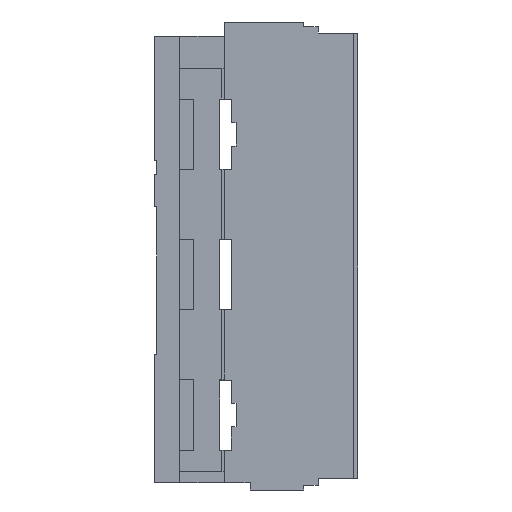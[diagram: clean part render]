
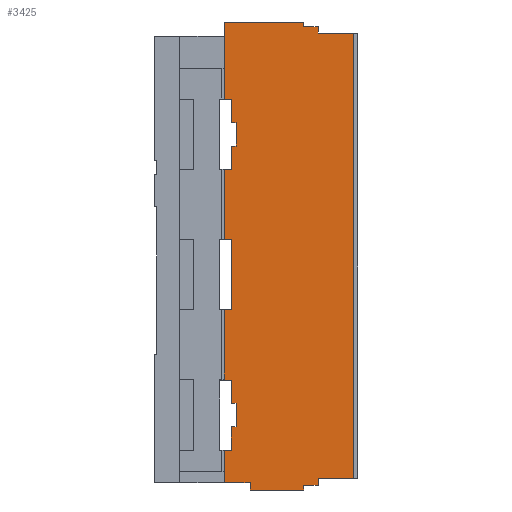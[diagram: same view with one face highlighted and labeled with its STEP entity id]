
A CAD part, left-side view. The second image highlights one B-rep face of the part: STEP entity #3425.
In plain terms, the highlighted face is planar.
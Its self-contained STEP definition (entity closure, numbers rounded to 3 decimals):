
#2847=CARTESIAN_POINT('',(-4.0,40.,10.0));
#2848=VERTEX_POINT('',#2847);
#2855=CARTESIAN_POINT('',(-1.278,40.0,10.0));
#2856=VERTEX_POINT('',#2855);
#2857=CARTESIAN_POINT('',(-1.278,40.0,10.0));
#2858=DIRECTION('',(-1.0,0.0,0.0));
#2859=VECTOR('',#2858,2.722);
#2860=LINE('',#2857,#2859);
#2861=EDGE_CURVE('',#2856,#2848,#2860,.T.);
#2893=CARTESIAN_POINT('',(188.994,40.0,10.0));
#2894=VERTEX_POINT('',#2893);
#2895=CARTESIAN_POINT('',(188.994,55.0,10.0));
#2896=VERTEX_POINT('',#2895);
#2897=CARTESIAN_POINT('',(188.994,40.0,10.0));
#2898=DIRECTION('',(0.0,1.0,0.0));
#2899=VECTOR('',#2898,15.0);
#2900=LINE('',#2897,#2899);
#2901=EDGE_CURVE('',#2894,#2896,#2900,.T.);
#2933=CARTESIAN_POINT('',(192.,40.0,10.0));
#2934=VERTEX_POINT('',#2933);
#2935=CARTESIAN_POINT('',(192.,40.0,10.0));
#2936=DIRECTION('',(-1.0,0.0,0.0));
#2937=VECTOR('',#2936,3.006);
#2938=LINE('',#2935,#2937);
#2939=EDGE_CURVE('',#2934,#2894,#2938,.T.);
#3004=CARTESIAN_POINT('',(192.,34.0,10.0));
#3005=VERTEX_POINT('',#3004);
#3006=CARTESIAN_POINT('',(192.,34.0,10.0));
#3007=DIRECTION('',(0.0,1.0,0.0));
#3008=VECTOR('',#3007,6.0);
#3009=LINE('',#3006,#3008);
#3010=EDGE_CURVE('',#3005,#2934,#3009,.T.);
#3066=CARTESIAN_POINT('',(194.,34.0,10.0));
#3067=VERTEX_POINT('',#3066);
#3068=CARTESIAN_POINT('',(194.,34.0,10.0));
#3069=DIRECTION('',(-1.0,0.0,0.0));
#3070=VECTOR('',#3069,2.);
#3071=LINE('',#3068,#3070);
#3072=EDGE_CURVE('',#3067,#3005,#3071,.T.);
#3185=CARTESIAN_POINT('',(95.5,5.527,10.0));
#3186=DIRECTION('',(0.0,0.0,1.0));
#3187=DIRECTION('',(1.0,0.0,0.0));
#3188=AXIS2_PLACEMENT_3D('',#3185,#3186,#3187);
#3189=PLANE('',#3188);
#3190=CARTESIAN_POINT('',(-1.278,55.0,10.0));
#3191=VERTEX_POINT('',#3190);
#3192=CARTESIAN_POINT('',(-1.278,55.0,10.0));
#3193=DIRECTION('',(0.0,-1.0,0.0));
#3194=VECTOR('',#3193,15.0);
#3195=LINE('',#3192,#3194);
#3196=EDGE_CURVE('',#3191,#2856,#3195,.T.);
#3197=ORIENTED_EDGE('',*,*,#3196,.T.);
#3198=ORIENTED_EDGE('',*,*,#2861,.T.);
#3199=CARTESIAN_POINT('',(-4.0,34.0,10.0));
#3200=VERTEX_POINT('',#3199);
#3201=CARTESIAN_POINT('',(-4.,40.0,10.0));
#3202=DIRECTION('',(0.0,-1.0,0.0));
#3203=VECTOR('',#3202,6.0);
#3204=LINE('',#3201,#3203);
#3205=EDGE_CURVE('',#2848,#3200,#3204,.T.);
#3206=ORIENTED_EDGE('',*,*,#3205,.T.);
#3207=CARTESIAN_POINT('',(-6.0,34.0,10.0));
#3208=VERTEX_POINT('',#3207);
#3209=CARTESIAN_POINT('',(-4.0,34.0,10.0));
#3210=DIRECTION('',(-1.0,0.0,0.0));
#3211=VECTOR('',#3210,2.);
#3212=LINE('',#3209,#3211);
#3213=EDGE_CURVE('',#3200,#3208,#3212,.T.);
#3214=ORIENTED_EDGE('',*,*,#3213,.T.);
#3215=CARTESIAN_POINT('',(-6.0,0.0,10.0));
#3216=VERTEX_POINT('',#3215);
#3217=CARTESIAN_POINT('',(-6.0,0.0,10.0));
#3218=DIRECTION('',(0.0,1.0,0.0));
#3219=VECTOR('',#3218,34.0);
#3220=LINE('',#3217,#3219);
#3221=EDGE_CURVE('',#3216,#3208,#3220,.T.);
#3222=ORIENTED_EDGE('',*,*,#3221,.F.);
#3223=CARTESIAN_POINT('',(27.0,0.0,10.0));
#3224=VERTEX_POINT('',#3223);
#3225=CARTESIAN_POINT('',(27.0,0.0,10.0));
#3226=DIRECTION('',(-1.0,0.0,0.0));
#3227=VECTOR('',#3226,33.0);
#3228=LINE('',#3225,#3227);
#3229=EDGE_CURVE('',#3224,#3216,#3228,.T.);
#3230=ORIENTED_EDGE('',*,*,#3229,.F.);
#3231=CARTESIAN_POINT('',(27.0,3.0,10.0));
#3232=VERTEX_POINT('',#3231);
#3233=CARTESIAN_POINT('',(27.,0.0,10.0));
#3234=DIRECTION('',(0.0,1.0,0.0));
#3235=VECTOR('',#3234,3.0);
#3236=LINE('',#3233,#3235);
#3237=EDGE_CURVE('',#3224,#3232,#3236,.T.);
#3238=ORIENTED_EDGE('',*,*,#3237,.T.);
#3239=CARTESIAN_POINT('',(37.0,3.0,10.0));
#3240=VERTEX_POINT('',#3239);
#3241=CARTESIAN_POINT('',(27.0,3.0,10.0));
#3242=DIRECTION('',(1.0,0.0,0.0));
#3243=VECTOR('',#3242,10.0);
#3244=LINE('',#3241,#3243);
#3245=EDGE_CURVE('',#3232,#3240,#3244,.T.);
#3246=ORIENTED_EDGE('',*,*,#3245,.T.);
#3247=CARTESIAN_POINT('',(37.0,5.0,10.0));
#3248=VERTEX_POINT('',#3247);
#3249=CARTESIAN_POINT('',(37.0,3.,10.0));
#3250=DIRECTION('',(0.0,1.0,0.0));
#3251=VECTOR('',#3250,2.);
#3252=LINE('',#3249,#3251);
#3253=EDGE_CURVE('',#3240,#3248,#3252,.T.);
#3254=ORIENTED_EDGE('',*,*,#3253,.T.);
#3255=CARTESIAN_POINT('',(47.0,5.0,10.0));
#3256=VERTEX_POINT('',#3255);
#3257=CARTESIAN_POINT('',(37.0,5.0,10.0));
#3258=DIRECTION('',(1.0,0.0,0.0));
#3259=VECTOR('',#3258,10.0);
#3260=LINE('',#3257,#3259);
#3261=EDGE_CURVE('',#3248,#3256,#3260,.T.);
#3262=ORIENTED_EDGE('',*,*,#3261,.T.);
#3263=CARTESIAN_POINT('',(47.0,3.0,10.0));
#3264=VERTEX_POINT('',#3263);
#3265=CARTESIAN_POINT('',(47.,5.0,10.0));
#3266=DIRECTION('',(0.0,-1.0,0.0));
#3267=VECTOR('',#3266,2.);
#3268=LINE('',#3265,#3267);
#3269=EDGE_CURVE('',#3256,#3264,#3268,.T.);
#3270=ORIENTED_EDGE('',*,*,#3269,.T.);
#3271=CARTESIAN_POINT('',(57.0,3.0,10.0));
#3272=VERTEX_POINT('',#3271);
#3273=CARTESIAN_POINT('',(47.0,3.0,10.0));
#3274=DIRECTION('',(1.0,0.0,0.0));
#3275=VECTOR('',#3274,10.0);
#3276=LINE('',#3273,#3275);
#3277=EDGE_CURVE('',#3264,#3272,#3276,.T.);
#3278=ORIENTED_EDGE('',*,*,#3277,.T.);
#3279=CARTESIAN_POINT('',(57.0,0.0,10.0));
#3280=VERTEX_POINT('',#3279);
#3281=CARTESIAN_POINT('',(57.,3.,10.0));
#3282=DIRECTION('',(0.0,-1.0,0.0));
#3283=VECTOR('',#3282,3.);
#3284=LINE('',#3281,#3283);
#3285=EDGE_CURVE('',#3272,#3280,#3284,.T.);
#3286=ORIENTED_EDGE('',*,*,#3285,.T.);
#3287=CARTESIAN_POINT('',(87.,0.0,10.0));
#3288=VERTEX_POINT('',#3287);
#3289=CARTESIAN_POINT('',(87.,0.0,10.0));
#3290=DIRECTION('',(-1.0,0.0,0.0));
#3291=VECTOR('',#3290,30.);
#3292=LINE('',#3289,#3291);
#3293=EDGE_CURVE('',#3288,#3280,#3292,.T.);
#3294=ORIENTED_EDGE('',*,*,#3293,.F.);
#3295=CARTESIAN_POINT('',(87.,3.0,10.0));
#3296=VERTEX_POINT('',#3295);
#3297=CARTESIAN_POINT('',(87.0,0.0,10.0));
#3298=DIRECTION('',(0.0,1.0,0.0));
#3299=VECTOR('',#3298,3.0);
#3300=LINE('',#3297,#3299);
#3301=EDGE_CURVE('',#3288,#3296,#3300,.T.);
#3302=ORIENTED_EDGE('',*,*,#3301,.T.);
#3303=CARTESIAN_POINT('',(117.,3.0,10.0));
#3304=VERTEX_POINT('',#3303);
#3305=CARTESIAN_POINT('',(87.,3.0,10.0));
#3306=DIRECTION('',(1.0,0.0,0.0));
#3307=VECTOR('',#3306,30.0);
#3308=LINE('',#3305,#3307);
#3309=EDGE_CURVE('',#3296,#3304,#3308,.T.);
#3310=ORIENTED_EDGE('',*,*,#3309,.T.);
#3311=CARTESIAN_POINT('',(117.,0.0,10.0));
#3312=VERTEX_POINT('',#3311);
#3313=CARTESIAN_POINT('',(117.0,3.,10.0));
#3314=DIRECTION('',(0.0,-1.0,0.0));
#3315=VECTOR('',#3314,3.);
#3316=LINE('',#3313,#3315);
#3317=EDGE_CURVE('',#3304,#3312,#3316,.T.);
#3318=ORIENTED_EDGE('',*,*,#3317,.T.);
#3319=CARTESIAN_POINT('',(147.0,0.0,10.0));
#3320=VERTEX_POINT('',#3319);
#3321=CARTESIAN_POINT('',(147.0,0.0,10.0));
#3322=DIRECTION('',(-1.0,0.0,0.0));
#3323=VECTOR('',#3322,30.);
#3324=LINE('',#3321,#3323);
#3325=EDGE_CURVE('',#3320,#3312,#3324,.T.);
#3326=ORIENTED_EDGE('',*,*,#3325,.F.);
#3327=CARTESIAN_POINT('',(147.0,3.0,10.0));
#3328=VERTEX_POINT('',#3327);
#3329=CARTESIAN_POINT('',(147.0,0.0,10.0));
#3330=DIRECTION('',(0.0,1.0,0.0));
#3331=VECTOR('',#3330,3.0);
#3332=LINE('',#3329,#3331);
#3333=EDGE_CURVE('',#3320,#3328,#3332,.T.);
#3334=ORIENTED_EDGE('',*,*,#3333,.T.);
#3335=CARTESIAN_POINT('',(157.0,3.0,10.0));
#3336=VERTEX_POINT('',#3335);
#3337=CARTESIAN_POINT('',(147.0,3.0,10.0));
#3338=DIRECTION('',(1.0,0.0,0.0));
#3339=VECTOR('',#3338,10.0);
#3340=LINE('',#3337,#3339);
#3341=EDGE_CURVE('',#3328,#3336,#3340,.T.);
#3342=ORIENTED_EDGE('',*,*,#3341,.T.);
#3343=CARTESIAN_POINT('',(157.0,5.0,10.0));
#3344=VERTEX_POINT('',#3343);
#3345=CARTESIAN_POINT('',(157.0,3.,10.0));
#3346=DIRECTION('',(0.0,1.0,0.0));
#3347=VECTOR('',#3346,2.);
#3348=LINE('',#3345,#3347);
#3349=EDGE_CURVE('',#3336,#3344,#3348,.T.);
#3350=ORIENTED_EDGE('',*,*,#3349,.T.);
#3351=CARTESIAN_POINT('',(167.0,5.0,10.0));
#3352=VERTEX_POINT('',#3351);
#3353=CARTESIAN_POINT('',(157.0,5.0,10.0));
#3354=DIRECTION('',(1.0,0.0,0.0));
#3355=VECTOR('',#3354,10.0);
#3356=LINE('',#3353,#3355);
#3357=EDGE_CURVE('',#3344,#3352,#3356,.T.);
#3358=ORIENTED_EDGE('',*,*,#3357,.T.);
#3359=CARTESIAN_POINT('',(167.0,3.0,10.0));
#3360=VERTEX_POINT('',#3359);
#3361=CARTESIAN_POINT('',(167.0,5.0,10.0));
#3362=DIRECTION('',(0.0,-1.0,0.0));
#3363=VECTOR('',#3362,2.);
#3364=LINE('',#3361,#3363);
#3365=EDGE_CURVE('',#3352,#3360,#3364,.T.);
#3366=ORIENTED_EDGE('',*,*,#3365,.T.);
#3367=CARTESIAN_POINT('',(177.,3.0,10.0));
#3368=VERTEX_POINT('',#3367);
#3369=CARTESIAN_POINT('',(167.0,3.0,10.0));
#3370=DIRECTION('',(1.0,0.0,0.0));
#3371=VECTOR('',#3370,10.);
#3372=LINE('',#3369,#3371);
#3373=EDGE_CURVE('',#3360,#3368,#3372,.T.);
#3374=ORIENTED_EDGE('',*,*,#3373,.T.);
#3375=CARTESIAN_POINT('',(177.,0.0,10.0));
#3376=VERTEX_POINT('',#3375);
#3377=CARTESIAN_POINT('',(177.,3.,10.0));
#3378=DIRECTION('',(0.0,-1.0,0.0));
#3379=VECTOR('',#3378,3.);
#3380=LINE('',#3377,#3379);
#3381=EDGE_CURVE('',#3368,#3376,#3380,.T.);
#3382=ORIENTED_EDGE('',*,*,#3381,.T.);
#3383=CARTESIAN_POINT('',(191.0,0.0,10.0));
#3384=VERTEX_POINT('',#3383);
#3385=CARTESIAN_POINT('',(191.0,0.0,10.0));
#3386=DIRECTION('',(-1.0,0.0,0.0));
#3387=VECTOR('',#3386,14.);
#3388=LINE('',#3385,#3387);
#3389=EDGE_CURVE('',#3384,#3376,#3388,.T.);
#3390=ORIENTED_EDGE('',*,*,#3389,.F.);
#3391=CARTESIAN_POINT('',(191.0,11.0,10.0));
#3392=VERTEX_POINT('',#3391);
#3393=CARTESIAN_POINT('',(191.0,11.0,10.0));
#3394=DIRECTION('',(0.0,-1.0,0.0));
#3395=VECTOR('',#3394,11.0);
#3396=LINE('',#3393,#3395);
#3397=EDGE_CURVE('',#3392,#3384,#3396,.T.);
#3398=ORIENTED_EDGE('',*,*,#3397,.F.);
#3399=CARTESIAN_POINT('',(194.,11.0,10.0));
#3400=VERTEX_POINT('',#3399);
#3401=CARTESIAN_POINT('',(194.,11.0,10.0));
#3402=DIRECTION('',(-1.0,0.0,0.0));
#3403=VECTOR('',#3402,3.);
#3404=LINE('',#3401,#3403);
#3405=EDGE_CURVE('',#3400,#3392,#3404,.T.);
#3406=ORIENTED_EDGE('',*,*,#3405,.F.);
#3407=CARTESIAN_POINT('',(194.,34.0,10.0));
#3408=DIRECTION('',(0.0,-1.0,0.0));
#3409=VECTOR('',#3408,23.0);
#3410=LINE('',#3407,#3409);
#3411=EDGE_CURVE('',#3067,#3400,#3410,.T.);
#3412=ORIENTED_EDGE('',*,*,#3411,.F.);
#3413=ORIENTED_EDGE('',*,*,#3072,.T.);
#3414=ORIENTED_EDGE('',*,*,#3010,.T.);
#3415=ORIENTED_EDGE('',*,*,#2939,.T.);
#3416=ORIENTED_EDGE('',*,*,#2901,.T.);
#3417=CARTESIAN_POINT('',(-1.278,55.0,10.0));
#3418=DIRECTION('',(1.0,0.0,0.0));
#3419=VECTOR('',#3418,190.272);
#3420=LINE('',#3417,#3419);
#3421=EDGE_CURVE('',#3191,#2896,#3420,.T.);
#3422=ORIENTED_EDGE('',*,*,#3421,.F.);
#3423=EDGE_LOOP('',(#3197,#3198,#3206,#3214,#3222,#3230,#3238,#3246,#3254,#3262,#3270,#3278,#3286,#3294,#3302,#3310,#3318,#3326,#3334,#3342,#3350,#3358,#3366,#3374,#3382,#3390,#3398,#3406,#3412,#3413,#3414,#3415,#3416,#3422));
#3424=FACE_OUTER_BOUND('',#3423,.T.);
#3425=ADVANCED_FACE('',(#3424),#3189,.T.);
